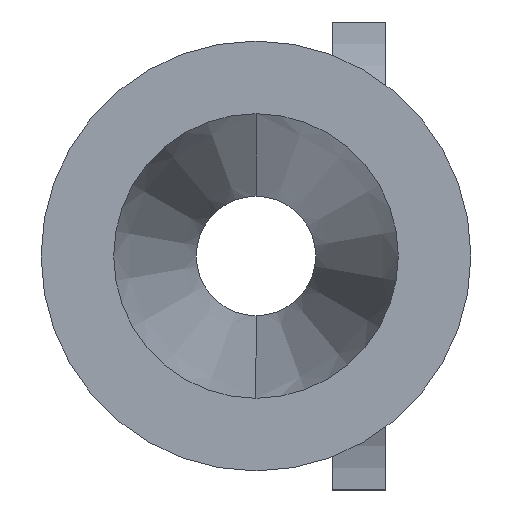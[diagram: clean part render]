
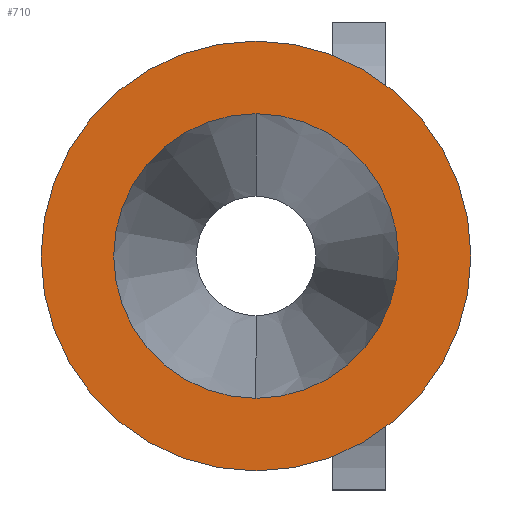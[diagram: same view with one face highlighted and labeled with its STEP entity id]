
A CAD part, left-side view. The second image highlights one B-rep face of the part: STEP entity #710.
In plain terms, the highlighted planar face has unit normal (-1, 0, 0).
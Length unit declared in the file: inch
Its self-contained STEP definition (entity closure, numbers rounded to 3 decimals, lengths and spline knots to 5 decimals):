
#1 = CARTESIAN_POINT ( 'NONE',  ( 0., 0., 0.0745 ) ) ;
#100 = CARTESIAN_POINT ( 'NONE',  ( 0., 0., -0.1125 ) ) ;
#141 = FACE_BOUND ( 'NONE', #1221, .T. ) ;
#167 = CIRCLE ( 'NONE', #511, 0.0745 ) ;
#225 = AXIS2_PLACEMENT_3D ( 'NONE', #1704, #317, #1307 ) ;
#290 = CARTESIAN_POINT ( 'NONE',  ( 0., 0., 0. ) ) ;
#317 = DIRECTION ( 'NONE',  ( 1., 0., 0. ) ) ;
#375 = CARTESIAN_POINT ( 'NONE',  ( 0., 0., -0.0745 ) ) ;
#395 = CIRCLE ( 'NONE', #1740, 0.0745 ) ;
#409 = VERTEX_POINT ( 'NONE', #812 ) ;
#415 = EDGE_CURVE ( 'NONE', #1378, #409, #1233, .T. ) ;
#482 = CIRCLE ( 'NONE', #799, 0.1125 ) ;
#484 = CARTESIAN_POINT ( 'NONE',  ( 0., 0., 0. ) ) ;
#511 = AXIS2_PLACEMENT_3D ( 'NONE', #484, #623, #917 ) ;
#576 = DIRECTION ( 'NONE',  ( 0., 0., 1. ) ) ;
#623 = DIRECTION ( 'NONE',  ( -1., 0., 0. ) ) ;
#710 = ADVANCED_FACE ( 'NONE', ( #141, #718 ), #725, .F. ) ;
#718 = FACE_OUTER_BOUND ( 'NONE', #936, .T. ) ;
#725 = PLANE ( 'NONE',  #225 ) ;
#793 = EDGE_CURVE ( 'NONE', #855, #1012, #167, .T. ) ;
#799 = AXIS2_PLACEMENT_3D ( 'NONE', #1513, #1782, #1784 ) ;
#812 = CARTESIAN_POINT ( 'NONE',  ( 0., 0., 0.1125 ) ) ;
#814 = ORIENTED_EDGE ( 'NONE', *, *, #793, .F. ) ;
#841 = EDGE_CURVE ( 'NONE', #409, #1378, #482, .T. ) ;
#855 = VERTEX_POINT ( 'NONE', #375 ) ;
#917 = DIRECTION ( 'NONE',  ( 0., 0., 1. ) ) ;
#936 = EDGE_LOOP ( 'NONE', ( #1460, #1430 ) ) ;
#960 = DIRECTION ( 'NONE',  ( 0., 0., 1. ) ) ;
#989 = EDGE_CURVE ( 'NONE', #1012, #855, #395, .T. ) ;
#1012 = VERTEX_POINT ( 'NONE', #1 ) ;
#1099 = DIRECTION ( 'NONE',  ( -1., 0., 0. ) ) ;
#1103 = CARTESIAN_POINT ( 'NONE',  ( 0., 0., 0. ) ) ;
#1205 = ORIENTED_EDGE ( 'NONE', *, *, #989, .F. ) ;
#1221 = EDGE_LOOP ( 'NONE', ( #1205, #814 ) ) ;
#1233 = CIRCLE ( 'NONE', #1457, 0.1125 ) ;
#1307 = DIRECTION ( 'NONE',  ( 0., 0., -1. ) ) ;
#1378 = VERTEX_POINT ( 'NONE', #100 ) ;
#1430 = ORIENTED_EDGE ( 'NONE', *, *, #415, .T. ) ;
#1457 = AXIS2_PLACEMENT_3D ( 'NONE', #1103, #1099, #960 ) ;
#1460 = ORIENTED_EDGE ( 'NONE', *, *, #841, .T. ) ;
#1513 = CARTESIAN_POINT ( 'NONE',  ( 0., 0., 0. ) ) ;
#1672 = DIRECTION ( 'NONE',  ( -1., 0., 0. ) ) ;
#1704 = CARTESIAN_POINT ( 'NONE',  ( 0., 0.1125, 0. ) ) ;
#1740 = AXIS2_PLACEMENT_3D ( 'NONE', #290, #1672, #576 ) ;
#1782 = DIRECTION ( 'NONE',  ( -1., 0., 0. ) ) ;
#1784 = DIRECTION ( 'NONE',  ( 0., 0., 1. ) ) ;
